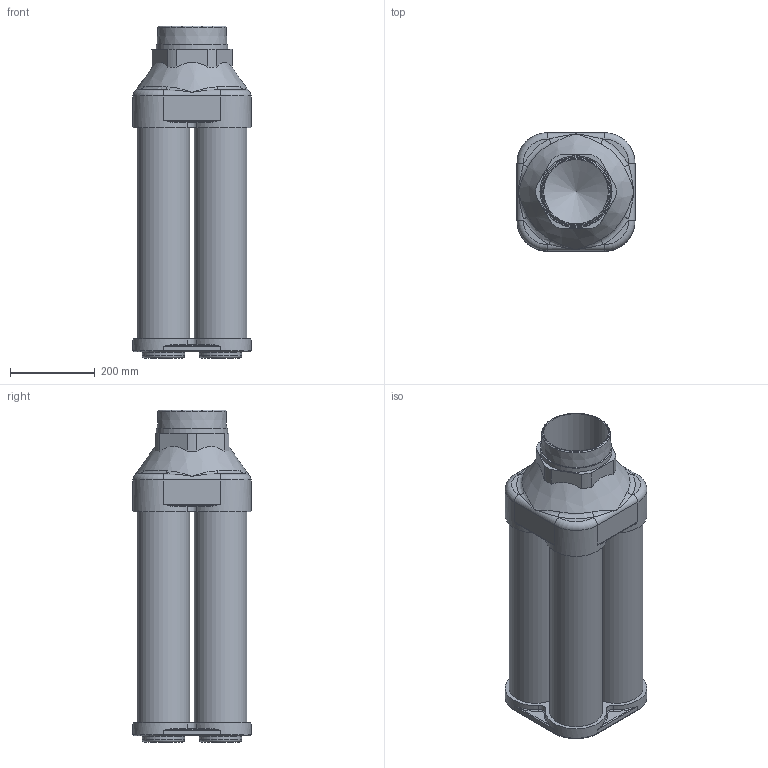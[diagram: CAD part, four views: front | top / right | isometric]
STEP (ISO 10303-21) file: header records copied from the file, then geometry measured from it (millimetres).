
FILE_DESCRIPTION(/* description */ (''),/* implementation_level */ '2;1');
FILE_NAME(/* name */ 'sdh_60.stp',/* time_stamp */ '2016-08-16T11:07:33+02:00',/* author */ ('leitheußer'),/* organization */ (''),/* preprocessor_version */ 'ST-DEVELOPER v15.6',/* originating_system */ 'Autodesk Inventor LT ',/* authorisation */ '');
FILE_SCHEMA (('AUTOMOTIVE_DESIGN { 1 0 10303 214 3 1 1 }'));
Length unit declared in the file: millimetre
Products named in the file (1): B60-0121060
Bounding box: 279.4 x 279.4 x 785.62 mm (x, y, z)
Volume: 14538393.1 mm3; surface area: 3813804.1 mm2
Topology: 1 solids, 9 shells, 230 faces, 504 edges, 294 vertices
Faces by surface type: cylinder 83, plane 62, torus 60, bspline 20, cone 5
Full cylindrical faces by diameter (mm): 100 x4, 109 x4, 123.5 x4, 124 x4, 125 x4, 126 x8, 152.4 x1
Entity records: 7858 total; most frequent: CARTESIAN_POINT 2946, DIRECTION 1106, ORIENTED_EDGE 888, AXIS2_PLACEMENT_3D 502, EDGE_CURVE 444, EDGE_LOOP 304, VERTEX_POINT 292, CIRCLE 291
